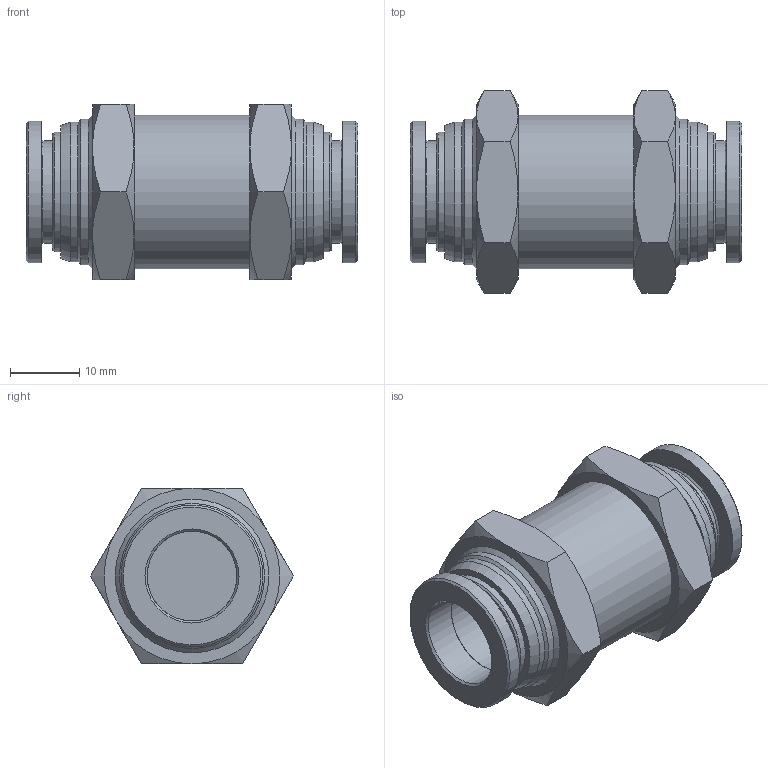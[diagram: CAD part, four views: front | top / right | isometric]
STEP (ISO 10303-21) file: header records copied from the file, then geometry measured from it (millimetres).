
FILE_DESCRIPTION((''),'2;1');
FILE_NAME('PMM 1_2.stp','2016-10-17T14:19:29',('Administrator'),(''),'Autodesk Inventor 2013','Autodesk Inventor 2013','');
FILE_SCHEMA(('CONFIG_CONTROL_DESIGN'));
Length unit declared in the file: millimetre
Products named in the file (4): PMM 1_2; NMM 1_2 BODY; NMM N3_8-UNF7_8 NUT; SLEEVE N1_2R-C
Assembly tree (5 placements, depth 2):
  PMM 1_2
    NMM 1_2 BODY
    NMM N3_8-UNF7_8 NUT  x2
    SLEEVE N1_2R-C  x2
Bounding box: 48 x 29.33 x 25.4 mm (x, y, z)
Volume: 13265.4 mm3; surface area: 9268.9 mm2
Topology: 5 solids, 5 shells, 87 faces, 167 edges, 96 vertices
Faces by surface type: cone 42, plane 28, cylinder 17
Full cylindrical faces by diameter (mm): 13 x4, 14.8 x2, 17.3 x2, 20.2 x2, 20.26 x2, 20.5 x2, 21 x2, 22.23 x1
Entity records: 1274 total; most frequent: CARTESIAN_POINT 239, DIRECTION 216, ORIENTED_EDGE 148, AXIS2_PLACEMENT_3D 105, EDGE_LOOP 84, EDGE_CURVE 74, VERTEX_POINT 56, FACE_OUTER_BOUND 52
